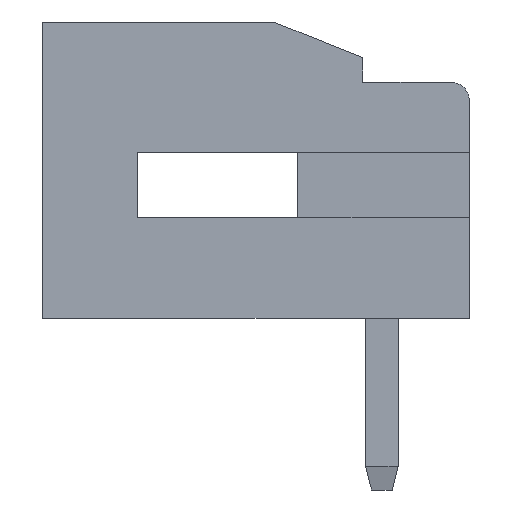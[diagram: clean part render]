
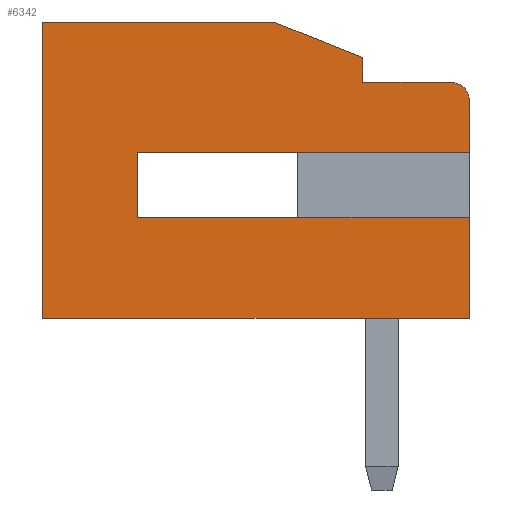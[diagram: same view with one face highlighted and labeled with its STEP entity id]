
A CAD part, left-side view. The second image highlights one B-rep face of the part: STEP entity #6342.
In plain terms, the highlighted planar face has unit normal (-1, 0, 0).
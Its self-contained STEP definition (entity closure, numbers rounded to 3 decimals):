
#22 = LINE ( 'NONE', #8855, #7595 ) ;
#96 = ORIENTED_EDGE ( 'NONE', *, *, #10414, .F. ) ;
#152 = LINE ( 'NONE', #213, #9159 ) ;
#213 = CARTESIAN_POINT ( 'NONE',  ( -2., -1.475, 3.98 ) ) ;
#228 = VERTEX_POINT ( 'NONE', #9350 ) ;
#481 = VECTOR ( 'NONE', #4219, 1000. ) ;
#705 = CARTESIAN_POINT ( 'NONE',  ( -2., 5.725, 0. ) ) ;
#772 = DIRECTION ( 'NONE',  ( 0., 0., -1. ) ) ;
#1025 = EDGE_CURVE ( 'NONE', #5251, #8494, #152, .T. ) ;
#1527 = VERTEX_POINT ( 'NONE', #11074 ) ;
#1680 = LINE ( 'NONE', #6228, #481 ) ;
#1765 = VERTEX_POINT ( 'NONE', #6258 ) ;
#1878 = ORIENTED_EDGE ( 'NONE', *, *, #8250, .T. ) ;
#2085 = CARTESIAN_POINT ( 'NONE',  ( -2., -1.475, 5.5 ) ) ;
#2142 = CARTESIAN_POINT ( 'NONE',  ( -2., -1.475, 1.7 ) ) ;
#2205 = EDGE_LOOP ( 'NONE', ( #1878, #96, #3279, #2356, #8427, #3891, #10933, #3835, #9042, #13491, #11435, #7489 ) ) ;
#2356 = ORIENTED_EDGE ( 'NONE', *, *, #5710, .F. ) ;
#2853 = CARTESIAN_POINT ( 'NONE',  ( -2., 0.325, 4.4 ) ) ;
#3142 = PLANE ( 'NONE',  #5019 ) ;
#3279 = ORIENTED_EDGE ( 'NONE', *, *, #6348, .F. ) ;
#3610 = CARTESIAN_POINT ( 'NONE',  ( -2., 1.825, 5. ) ) ;
#3835 = ORIENTED_EDGE ( 'NONE', *, *, #9779, .F. ) ;
#3891 = ORIENTED_EDGE ( 'NONE', *, *, #11754, .F. ) ;
#3946 = VECTOR ( 'NONE', #10283, 1000. ) ;
#4062 = CIRCLE ( 'NONE', #13218, 0.3 ) ;
#4080 = VERTEX_POINT ( 'NONE', #6111 ) ;
#4172 = DIRECTION ( 'NONE',  ( 1., 0., 0. ) ) ;
#4219 = DIRECTION ( 'NONE',  ( 0., 0., -1. ) ) ;
#4236 = CARTESIAN_POINT ( 'NONE',  ( -2., 5.725, 5.5 ) ) ;
#4285 = CARTESIAN_POINT ( 'NONE',  ( -2., -1.475, 5. ) ) ;
#4352 = VERTEX_POINT ( 'NONE', #10745 ) ;
#4393 = VECTOR ( 'NONE', #12248, 1000. ) ;
#4418 = VERTEX_POINT ( 'NONE', #3610 ) ;
#4437 = EDGE_CURVE ( 'NONE', #11737, #4418, #22, .T. ) ;
#5019 = AXIS2_PLACEMENT_3D ( 'NONE', #2085, #4172, #11459 ) ;
#5032 = LINE ( 'NONE', #6110, #13040 ) ;
#5075 = CARTESIAN_POINT ( 'NONE',  ( -2., 2.352, 0. ) ) ;
#5251 = VERTEX_POINT ( 'NONE', #8263 ) ;
#5710 = EDGE_CURVE ( 'NONE', #12791, #4352, #5032, .T. ) ;
#5766 = EDGE_CURVE ( 'NONE', #7231, #4080, #10948, .T. ) ;
#5983 = VECTOR ( 'NONE', #9330, 1000. ) ;
#6110 = CARTESIAN_POINT ( 'NONE',  ( -2., -1.475, 2.8 ) ) ;
#6111 = CARTESIAN_POINT ( 'NONE',  ( -2., 5.725, 5. ) ) ;
#6135 = LINE ( 'NONE', #5075, #3946 ) ;
#6228 = CARTESIAN_POINT ( 'NONE',  ( -2., 4.125, 5.5 ) ) ;
#6258 = CARTESIAN_POINT ( 'NONE',  ( -2., -1.475, 0. ) ) ;
#6342 = ADVANCED_FACE ( 'NONE', ( #12009 ), #3142, .F. ) ;
#6348 = EDGE_CURVE ( 'NONE', #4352, #228, #1680, .T. ) ;
#6585 = LINE ( 'NONE', #11393, #5983 ) ;
#6984 = DIRECTION ( 'NONE',  ( 1., 0., 0. ) ) ;
#7002 = CARTESIAN_POINT ( 'NONE',  ( -2., -1.475, 5. ) ) ;
#7161 = DIRECTION ( 'NONE',  ( 0., 1., 0. ) ) ;
#7231 = VERTEX_POINT ( 'NONE', #705 ) ;
#7391 = LINE ( 'NONE', #4285, #10899 ) ;
#7485 = EDGE_CURVE ( 'NONE', #12791, #10922, #7391, .T. ) ;
#7489 = ORIENTED_EDGE ( 'NONE', *, *, #9240, .T. ) ;
#7595 = VECTOR ( 'NONE', #12994, 1000. ) ;
#7605 = DIRECTION ( 'NONE',  ( 0., 0., 1. ) ) ;
#8126 = CARTESIAN_POINT ( 'NONE',  ( -2., -1.475, 3.68 ) ) ;
#8250 = EDGE_CURVE ( 'NONE', #1765, #1527, #10995, .T. ) ;
#8263 = CARTESIAN_POINT ( 'NONE',  ( -2., 0.325, 3.98 ) ) ;
#8427 = ORIENTED_EDGE ( 'NONE', *, *, #7485, .T. ) ;
#8494 = VERTEX_POINT ( 'NONE', #9032 ) ;
#8855 = CARTESIAN_POINT ( 'NONE',  ( -2., 1.825, 5. ) ) ;
#8906 = CARTESIAN_POINT ( 'NONE',  ( -2., -1.475, 2.8 ) ) ;
#9032 = CARTESIAN_POINT ( 'NONE',  ( -2., -1.175, 3.98 ) ) ;
#9042 = ORIENTED_EDGE ( 'NONE', *, *, #4437, .T. ) ;
#9159 = VECTOR ( 'NONE', #12736, 1000. ) ;
#9240 = EDGE_CURVE ( 'NONE', #7231, #1765, #6135, .T. ) ;
#9330 = DIRECTION ( 'NONE',  ( 0., 0., -1. ) ) ;
#9350 = CARTESIAN_POINT ( 'NONE',  ( -2., 4.125, 1.7 ) ) ;
#9457 = DIRECTION ( 'NONE',  ( 0., -1., 0. ) ) ;
#9753 = CARTESIAN_POINT ( 'NONE',  ( -2., -1.475, 5. ) ) ;
#9779 = EDGE_CURVE ( 'NONE', #11737, #5251, #6585, .T. ) ;
#10014 = VECTOR ( 'NONE', #7605, 1000. ) ;
#10283 = DIRECTION ( 'NONE',  ( 0., -1., 0. ) ) ;
#10414 = EDGE_CURVE ( 'NONE', #228, #1527, #12344, .T. ) ;
#10523 = DIRECTION ( 'NONE',  ( 0., 0., 1. ) ) ;
#10740 = VECTOR ( 'NONE', #11528, 1000. ) ;
#10745 = CARTESIAN_POINT ( 'NONE',  ( -2., 4.125, 2.8 ) ) ;
#10899 = VECTOR ( 'NONE', #10523, 1000. ) ;
#10922 = VERTEX_POINT ( 'NONE', #8126 ) ;
#10933 = ORIENTED_EDGE ( 'NONE', *, *, #1025, .F. ) ;
#10948 = LINE ( 'NONE', #4236, #10740 ) ;
#10995 = LINE ( 'NONE', #9753, #10014 ) ;
#11074 = CARTESIAN_POINT ( 'NONE',  ( -2., -1.475, 1.7 ) ) ;
#11147 = EDGE_CURVE ( 'NONE', #4080, #4418, #11203, .T. ) ;
#11203 = LINE ( 'NONE', #7002, #4393 ) ;
#11393 = CARTESIAN_POINT ( 'NONE',  ( -2., 0.325, 2.64 ) ) ;
#11435 = ORIENTED_EDGE ( 'NONE', *, *, #5766, .F. ) ;
#11459 = DIRECTION ( 'NONE',  ( 0., 0., 1. ) ) ;
#11528 = DIRECTION ( 'NONE',  ( 0., 0., 1. ) ) ;
#11737 = VERTEX_POINT ( 'NONE', #2853 ) ;
#11754 = EDGE_CURVE ( 'NONE', #8494, #10922, #4062, .T. ) ;
#12009 = FACE_OUTER_BOUND ( 'NONE', #2205, .T. ) ;
#12248 = DIRECTION ( 'NONE',  ( 0., -1., 0. ) ) ;
#12344 = LINE ( 'NONE', #2142, #12398 ) ;
#12398 = VECTOR ( 'NONE', #9457, 1000. ) ;
#12736 = DIRECTION ( 'NONE',  ( 0., -1., 0. ) ) ;
#12791 = VERTEX_POINT ( 'NONE', #8906 ) ;
#12994 = DIRECTION ( 'NONE',  ( 0., 0.928, 0.371 ) ) ;
#13040 = VECTOR ( 'NONE', #7161, 1000. ) ;
#13218 = AXIS2_PLACEMENT_3D ( 'NONE', #13286, #6984, #772 ) ;
#13286 = CARTESIAN_POINT ( 'NONE',  ( -2., -1.175, 3.68 ) ) ;
#13491 = ORIENTED_EDGE ( 'NONE', *, *, #11147, .F. ) ;
